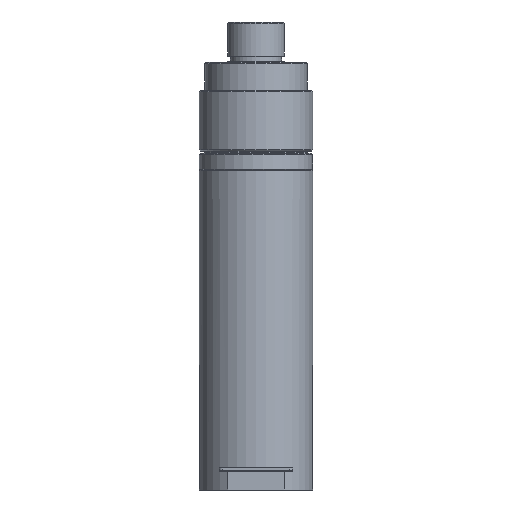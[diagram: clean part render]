
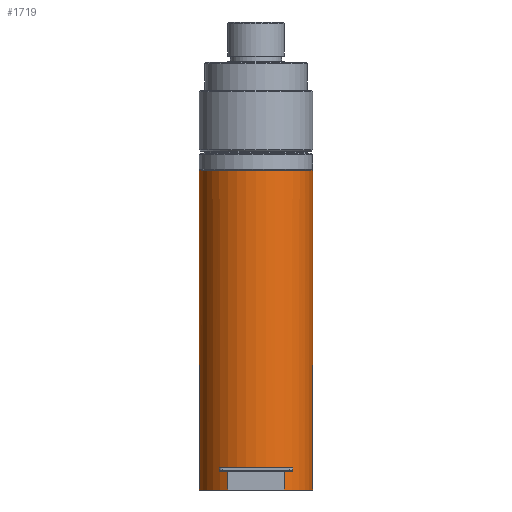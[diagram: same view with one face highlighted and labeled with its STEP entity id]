
A CAD part, front view. The second image highlights one B-rep face of the part: STEP entity #1719.
In plain terms, the highlighted cylindrical face has radius 5 mm (diameter 10 mm), a full revolution.
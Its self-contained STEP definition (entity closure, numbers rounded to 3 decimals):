
#195=LINE('',#2726,#379);
#197=LINE('',#2729,#381);
#379=VECTOR('',#2262,1.9);
#381=VECTOR('',#2264,1.9);
#488=FACE_BOUND('',#696,.T.);
#579=FACE_OUTER_BOUND('',#695,.T.);
#695=EDGE_LOOP('',(#1518,#1519,#1520,#1521));
#696=EDGE_LOOP('',(#1522));
#728=CIRCLE('',#1841,5.);
#729=CIRCLE('',#1843,5.);
#730=CIRCLE('',#1844,5.);
#877=VERTEX_POINT('',#2722);
#878=VERTEX_POINT('',#2723);
#879=VERTEX_POINT('',#2725);
#880=VERTEX_POINT('',#2727);
#881=VERTEX_POINT('',#2734);
#1091=EDGE_CURVE('',#879,#877,#195,.T.);
#1093=EDGE_CURVE('',#878,#880,#197,.T.);
#1094=EDGE_CURVE('',#877,#878,#728,.T.);
#1095=EDGE_CURVE('',#880,#879,#729,.T.);
#1096=EDGE_CURVE('',#881,#881,#730,.T.);
#1518=ORIENTED_EDGE('',*,*,#1091,.T.);
#1519=ORIENTED_EDGE('',*,*,#1094,.T.);
#1520=ORIENTED_EDGE('',*,*,#1093,.T.);
#1521=ORIENTED_EDGE('',*,*,#1095,.T.);
#1522=ORIENTED_EDGE('',*,*,#1096,.F.);
#1536=CYLINDRICAL_SURFACE('',#1842,5.);
#1719=ADVANCED_FACE('',(#579,#488),#1536,.T.);
#1841=AXIS2_PLACEMENT_3D('',#2731,#2267,#2268);
#1842=AXIS2_PLACEMENT_3D('',#2732,#2269,#2270);
#1843=AXIS2_PLACEMENT_3D('',#2733,#2271,#2272);
#1844=AXIS2_PLACEMENT_3D('',#2735,#2273,#2274);
#2262=DIRECTION('',(0.,0.,1.));
#2264=DIRECTION('',(0.,0.,-1.));
#2267=DIRECTION('center_axis',(0.,0.,1.));
#2268=DIRECTION('ref_axis',(0.,-1.,0.));
#2269=DIRECTION('center_axis',(0.,0.,1.));
#2270=DIRECTION('ref_axis',(0.,-1.,0.));
#2271=DIRECTION('center_axis',(0.,0.,1.));
#2272=DIRECTION('ref_axis',(0.,-1.,0.));
#2273=DIRECTION('center_axis',(0.,0.,1.));
#2274=DIRECTION('ref_axis',(0.,-1.,0.));
#2722=CARTESIAN_POINT('',(-2.465,-4.35,-26.2));
#2723=CARTESIAN_POINT('',(2.465,-4.35,-26.2));
#2725=CARTESIAN_POINT('',(-2.465,-4.35,-28.1));
#2726=CARTESIAN_POINT('',(-2.465,-4.35,-28.1));
#2727=CARTESIAN_POINT('',(2.465,-4.35,-28.1));
#2729=CARTESIAN_POINT('',(2.465,-4.35,-26.2));
#2731=CARTESIAN_POINT('Origin',(0.,0.,-26.2));
#2732=CARTESIAN_POINT('Origin',(0.,0.,-14.05));
#2733=CARTESIAN_POINT('Origin',(0.,0.,-28.1));
#2734=CARTESIAN_POINT('',(0.,-5.,0.));
#2735=CARTESIAN_POINT('Origin',(0.,0.,0.));
